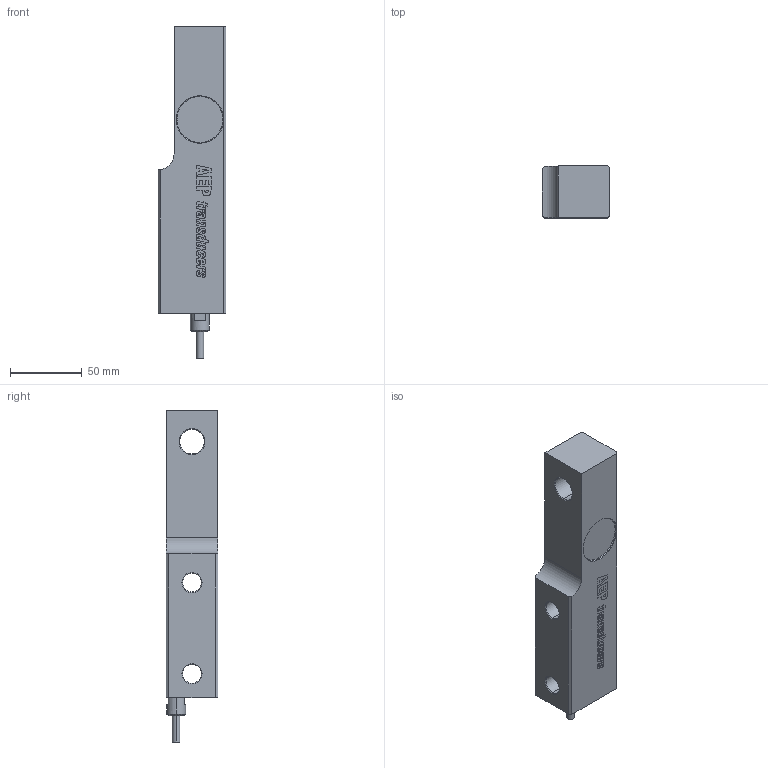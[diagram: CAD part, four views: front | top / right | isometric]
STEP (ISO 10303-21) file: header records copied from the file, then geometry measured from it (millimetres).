
FILE_DESCRIPTION(('STEP AP214'),'1');
FILE_NAME('FT2 up to 2t.stp','2015-05-18T09:03:56',(' '),(' '),'Spatial InterOp 3D',' ',' ');
FILE_SCHEMA(('automotive_design'));
Length unit declared in the file: metre
Products named in the file (1): Body
Bounding box: 47 x 36 x 230.86 mm (x, y, z)
Volume: 273024.5 mm3; surface area: 39847.9 mm2
Topology: 1 solids, 1 shells, 225 faces, 577 edges, 378 vertices
Faces by surface type: plane 140, extrusion 44, cylinder 21, cone 16, torus 4
Entity records: 9151 total; most frequent: CARTESIAN_POINT 1956, ORIENTED_EDGE 1154, DIRECTION 963, EDGE_CURVE 577, VECTOR 463, LINE 419, VERTEX_POINT 378, EDGE_LOOP 255
